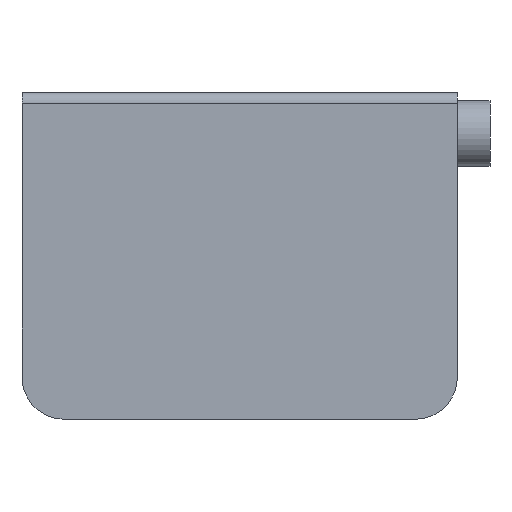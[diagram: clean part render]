
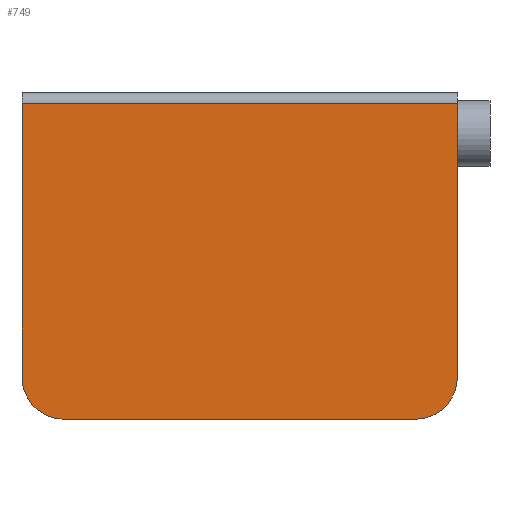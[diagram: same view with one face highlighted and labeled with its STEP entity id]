
A CAD part, left-side view. The second image highlights one B-rep face of the part: STEP entity #749.
In plain terms, the highlighted planar face has unit normal (-1, 0, 0).
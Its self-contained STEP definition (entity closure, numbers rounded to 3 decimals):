
#58 = DIRECTION ( 'NONE',  ( -1., 0., 0. ) ) ;
#82 = LINE ( 'NONE', #2275, #2070 ) ;
#106 = DIRECTION ( 'NONE',  ( 0., 1., 0. ) ) ;
#152 = DIRECTION ( 'NONE',  ( 0., 1., 0. ) ) ;
#209 = DIRECTION ( 'NONE',  ( 0., 1., 0. ) ) ;
#214 = ORIENTED_EDGE ( 'NONE', *, *, #1653, .T. ) ;
#224 = CARTESIAN_POINT ( 'NONE',  ( -75., -40., -30. ) ) ;
#233 = FACE_OUTER_BOUND ( 'NONE', #708, .T. ) ;
#364 = VERTEX_POINT ( 'NONE', #1677 ) ;
#374 = LINE ( 'NONE', #1389, #1835 ) ;
#441 = VECTOR ( 'NONE', #209, 1000. ) ;
#459 = CARTESIAN_POINT ( 'NONE',  ( -75., -32.25, -22.25 ) ) ;
#478 = VERTEX_POINT ( 'NONE', #1359 ) ;
#484 = CARTESIAN_POINT ( 'NONE',  ( -75., 0., 139.659 ) ) ;
#529 = DIRECTION ( 'NONE',  ( -1., 0., 0. ) ) ;
#708 = EDGE_LOOP ( 'NONE', ( #964, #990, #1455, #1141, #799, #214 ) ) ;
#749 = ADVANCED_FACE ( 'NONE', ( #233 ), #2241, .F. ) ;
#781 = AXIS2_PLACEMENT_3D ( 'NONE', #459, #58, #2020 ) ;
#799 = ORIENTED_EDGE ( 'NONE', *, *, #1425, .F. ) ;
#805 = VERTEX_POINT ( 'NONE', #1680 ) ;
#810 = DIRECTION ( 'NONE',  ( 0., 0., -1. ) ) ;
#846 = EDGE_CURVE ( 'NONE', #1441, #478, #82, .T. ) ;
#964 = ORIENTED_EDGE ( 'NONE', *, *, #2373, .F. ) ;
#990 = ORIENTED_EDGE ( 'NONE', *, *, #846, .T. ) ;
#1003 = CARTESIAN_POINT ( 'NONE',  ( -75., -32.25, -30. ) ) ;
#1004 = CIRCLE ( 'NONE', #781, 7.75 ) ;
#1016 = CARTESIAN_POINT ( 'NONE',  ( -75., 40., 139.659 ) ) ;
#1031 = LINE ( 'NONE', #224, #441 ) ;
#1068 = CIRCLE ( 'NONE', #1159, 7.75 ) ;
#1141 = ORIENTED_EDGE ( 'NONE', *, *, #1934, .T. ) ;
#1159 = AXIS2_PLACEMENT_3D ( 'NONE', #1306, #529, #152 ) ;
#1256 = EDGE_CURVE ( 'NONE', #478, #1868, #1394, .T. ) ;
#1306 = CARTESIAN_POINT ( 'NONE',  ( -75., 32.25, -22.25 ) ) ;
#1359 = CARTESIAN_POINT ( 'NONE',  ( -75., 40., 28. ) ) ;
#1389 = CARTESIAN_POINT ( 'NONE',  ( -75., -40., 139.659 ) ) ;
#1394 = LINE ( 'NONE', #1016, #2120 ) ;
#1425 = EDGE_CURVE ( 'NONE', #2397, #805, #1031, .T. ) ;
#1441 = VERTEX_POINT ( 'NONE', #1561 ) ;
#1455 = ORIENTED_EDGE ( 'NONE', *, *, #1256, .T. ) ;
#1495 = CARTESIAN_POINT ( 'NONE',  ( -75., 40., -22.25 ) ) ;
#1561 = CARTESIAN_POINT ( 'NONE',  ( -75., -40., 28. ) ) ;
#1591 = DIRECTION ( 'NONE',  ( 0., 0., -1. ) ) ;
#1653 = EDGE_CURVE ( 'NONE', #2397, #364, #1004, .T. ) ;
#1658 = DIRECTION ( 'NONE',  ( 0., 1., 0. ) ) ;
#1677 = CARTESIAN_POINT ( 'NONE',  ( -75., -40., -22.25 ) ) ;
#1680 = CARTESIAN_POINT ( 'NONE',  ( -75., 32.25, -30. ) ) ;
#1767 = AXIS2_PLACEMENT_3D ( 'NONE', #484, #1812, #106 ) ;
#1812 = DIRECTION ( 'NONE',  ( 1., 0., 0. ) ) ;
#1835 = VECTOR ( 'NONE', #810, 1000. ) ;
#1868 = VERTEX_POINT ( 'NONE', #1495 ) ;
#1934 = EDGE_CURVE ( 'NONE', #1868, #805, #1068, .T. ) ;
#2020 = DIRECTION ( 'NONE',  ( 0., 1., 0. ) ) ;
#2070 = VECTOR ( 'NONE', #1658, 1000. ) ;
#2120 = VECTOR ( 'NONE', #1591, 1000. ) ;
#2241 = PLANE ( 'NONE',  #1767 ) ;
#2275 = CARTESIAN_POINT ( 'NONE',  ( -75., 40., 28. ) ) ;
#2373 = EDGE_CURVE ( 'NONE', #1441, #364, #374, .T. ) ;
#2397 = VERTEX_POINT ( 'NONE', #1003 ) ;
